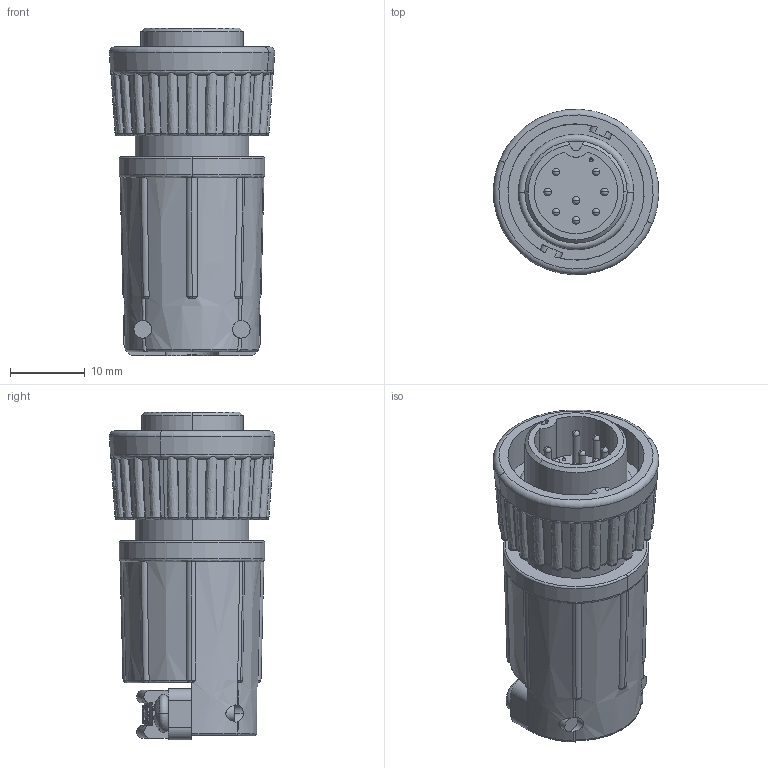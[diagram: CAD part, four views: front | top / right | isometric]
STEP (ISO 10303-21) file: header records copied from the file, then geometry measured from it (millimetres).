
FILE_DESCRIPTION (( 'STEP AP203' ), '1' );
FILE_NAME ('3282-8PG-530.STEP', '2014-05-29T15:28:42', ( '' ), ( '' ), 'SwSTEP 2.0', 'SolidWorks 2014', '' );
FILE_SCHEMA (( 'CONFIG_CONTROL_DESIGN' ));
Length unit declared in the file: inch
Products named in the file (1): 3282-8PG-530
Bounding box: 22.2 x 22.2 x 43.97 mm (x, y, z)
Volume: 9817.9 mm3; surface area: 5076.5 mm2
Topology: 1 solids, 1 shells, 432 faces, 1216 edges, 787 vertices
Faces by surface type: plane 132, bspline 94, cylinder 73, torus 63, cone 45, sphere 25
Entity records: 18108 total; most frequent: CARTESIAN_POINT 8189, ORIENTED_EDGE 2360, DIRECTION 1715, EDGE_CURVE 1180, VERTEX_POINT 769, AXIS2_PLACEMENT_3D 725, B_SPLINE_CURVE_WITH_KNOTS 481, EDGE_LOOP 453
